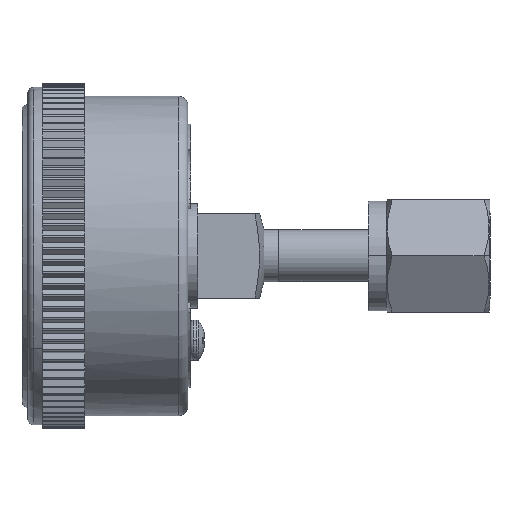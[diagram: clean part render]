
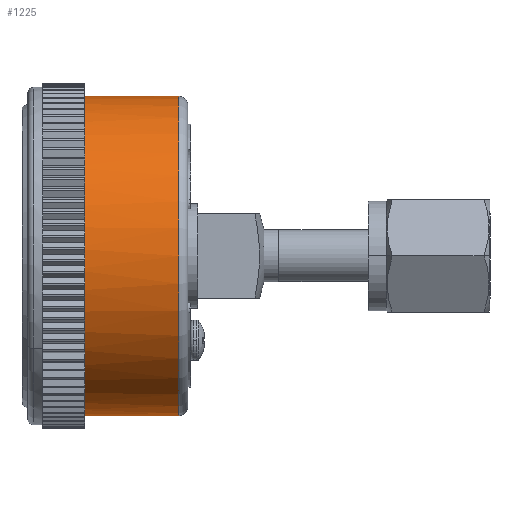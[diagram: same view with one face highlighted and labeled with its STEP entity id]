
A CAD part, left-side view. The second image highlights one B-rep face of the part: STEP entity #1225.
In plain terms, the highlighted cylindrical face has radius 26.988 mm (diameter 53.975 mm), a partial arc.
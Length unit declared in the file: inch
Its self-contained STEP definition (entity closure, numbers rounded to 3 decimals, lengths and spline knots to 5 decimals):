
#263 = CARTESIAN_POINT ( 'NONE',  ( 0., 0., -1.0625 ) ) ;
#842 = AXIS2_PLACEMENT_3D ( 'NONE', #25741, #3516, #23616 ) ;
#1225 = ADVANCED_FACE ( 'NONE', ( #1996 ), #21811, .T. ) ;
#1996 = FACE_OUTER_BOUND ( 'NONE', #18596, .T. ) ;
#2210 = CARTESIAN_POINT ( 'NONE',  ( 0., 0.72209, -1.0625 ) ) ;
#3516 = DIRECTION ( 'NONE',  ( 0., 1., 0. ) ) ;
#3848 = VECTOR ( 'NONE', #19238, 39.37008 ) ;
#3944 = EDGE_CURVE ( 'NONE', #6004, #13613, #9298, .T. ) ;
#4073 = CARTESIAN_POINT ( 'NONE',  ( -1.0625, 0.7339, -0.4401 ) ) ;
#4110 = CARTESIAN_POINT ( 'NONE',  ( 0., 0.75359, 1.0625 ) ) ;
#4569 = DIRECTION ( 'NONE',  ( 0., -1., 0. ) ) ;
#5599 = ORIENTED_EDGE ( 'NONE', *, *, #22988, .F. ) ;
#6004 = VERTEX_POINT ( 'NONE', #4110 ) ;
#6204 = CARTESIAN_POINT ( 'NONE',  ( 0., 0.75359, 1.0625 ) ) ;
#6354 = CARTESIAN_POINT ( 'NONE',  ( -0.4401, 0.74965, 1.0625 ) ) ;
#6421 = DIRECTION ( 'NONE',  ( 0., 0., -1. ) ) ;
#6637 = CARTESIAN_POINT ( 'NONE',  ( -1.0625, 0.73784, 0. ) ) ;
#8225 = CARTESIAN_POINT ( 'NONE',  ( -0.7513, 0.72996, -0.7513 ) ) ;
#8852 = VERTEX_POINT ( 'NONE', #19144 ) ;
#9298 = LINE ( 'NONE', #24695, #16007 ) ;
#9348 = CARTESIAN_POINT ( 'NONE',  ( 0., 0.02, 1.0625 ) ) ;
#9880 = CARTESIAN_POINT ( 'NONE',  ( 0., 0.72209, -1.0625 ) ) ;
#10349 = CARTESIAN_POINT ( 'NONE',  ( -1.0625, 0.74178, 0.4401 ) ) ;
#12175 = ORIENTED_EDGE ( 'NONE', *, *, #26671, .T. ) ;
#12781 = CARTESIAN_POINT ( 'NONE',  ( -0.7513, 0.74571, 0.7513 ) ) ;
#13241 =( BOUNDED_CURVE ( )  B_SPLINE_CURVE ( 2, ( #2210, #24029, #8225, #4073, #6637, #10349, #12781, #6354, #17044, #6204, #14893 ),
 .UNSPECIFIED., .F., .T. ) 
 B_SPLINE_CURVE_WITH_KNOTS ( ( 3, 2, 2, 2, 2, 3 ),
 ( 0., 0.03125, 0.0625, 0.09375, 0.125, 0.125 ),
 .UNSPECIFIED. ) 
 CURVE ( )  GEOMETRIC_REPRESENTATION_ITEM ( )  RATIONAL_B_SPLINE_CURVE ( ( 1., 0.924, 1., 0.924, 1., 0.924, 1., 0.924, 1., 1., 1. ) ) 
 REPRESENTATION_ITEM ( '' )  );
#13613 = VERTEX_POINT ( 'NONE', #9348 ) ;
#13715 = DIRECTION ( 'NONE',  ( 0., -1., 0. ) ) ;
#14307 = ORIENTED_EDGE ( 'NONE', *, *, #22729, .T. ) ;
#14893 = CARTESIAN_POINT ( 'NONE',  ( 0., 0.75359, 1.0625 ) ) ;
#15098 = VERTEX_POINT ( 'NONE', #9880 ) ;
#16007 = VECTOR ( 'NONE', #13715, 39.37008 ) ;
#17044 = CARTESIAN_POINT ( 'NONE',  ( 0., 0.75359, 1.0625 ) ) ;
#17971 = ORIENTED_EDGE ( 'NONE', *, *, #3944, .F. ) ;
#18249 = AXIS2_PLACEMENT_3D ( 'NONE', #23815, #4569, #6421 ) ;
#18596 = EDGE_LOOP ( 'NONE', ( #17971, #5599, #14307, #12175 ) ) ;
#19144 = CARTESIAN_POINT ( 'NONE',  ( 0., 0.02, -1.0625 ) ) ;
#19238 = DIRECTION ( 'NONE',  ( 0., -1., 0. ) ) ;
#19659 = LINE ( 'NONE', #263, #3848 ) ;
#19951 = CIRCLE ( 'NONE', #842, 1.0625 ) ;
#21811 = CYLINDRICAL_SURFACE ( 'NONE', #18249, 1.0625 ) ;
#22729 = EDGE_CURVE ( 'NONE', #15098, #8852, #19659, .T. ) ;
#22988 = EDGE_CURVE ( 'NONE', #15098, #6004, #13241, .T. ) ;
#23616 = DIRECTION ( 'NONE',  ( 0., 0., -1. ) ) ;
#23815 = CARTESIAN_POINT ( 'NONE',  ( 0., 0., 0. ) ) ;
#24029 = CARTESIAN_POINT ( 'NONE',  ( -0.4401, 0.72603, -1.0625 ) ) ;
#24695 = CARTESIAN_POINT ( 'NONE',  ( 0., 0., 1.0625 ) ) ;
#25741 = CARTESIAN_POINT ( 'NONE',  ( 0., 0.02, 0. ) ) ;
#26671 = EDGE_CURVE ( 'NONE', #8852, #13613, #19951, .T. ) ;
